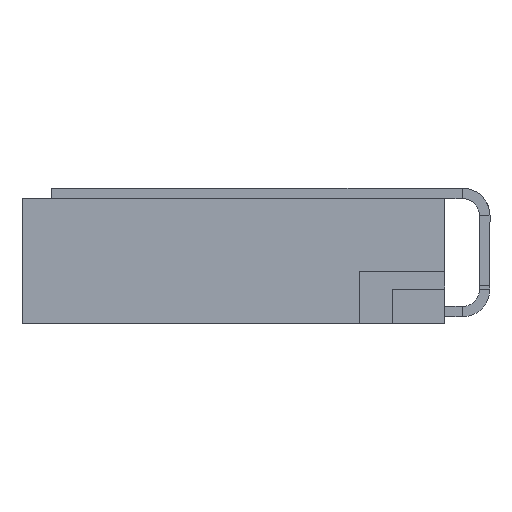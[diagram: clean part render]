
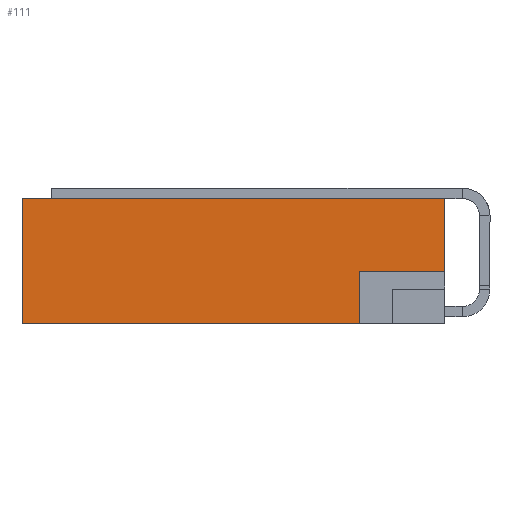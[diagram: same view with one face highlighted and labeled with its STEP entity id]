
A CAD part, left-side view. The second image highlights one B-rep face of the part: STEP entity #111.
In plain terms, the highlighted planar face has unit normal (-1, 0, 0).
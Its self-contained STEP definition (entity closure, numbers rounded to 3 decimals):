
#111=ADVANCED_FACE('',(#3598),#3600,.F.);
#3598=FACE_BOUND('',#3599,.T.);
#3599=EDGE_LOOP('',(#9097,#9098,#9099,#9100,#9101,#9102));
#3600=PLANE('',#3601);
#3601=AXIS2_PLACEMENT_3D('',#3602,#3603,#3604);
#3602=CARTESIAN_POINT('',(-5.,6.075,1.8));
#3603=DIRECTION('',(1.,-0.,0.));
#3604=DIRECTION('',(0.,0.,-1.));
#9097=ORIENTED_EDGE('',*,*,#11176,.F.);
#9098=ORIENTED_EDGE('',*,*,#11177,.F.);
#9099=ORIENTED_EDGE('',*,*,#11178,.F.);
#9100=ORIENTED_EDGE('',*,*,#11179,.F.);
#9101=ORIENTED_EDGE('',*,*,#11180,.T.);
#9102=ORIENTED_EDGE('',*,*,#11181,.F.);
#11176=EDGE_CURVE('',#12253,#12254,#12255,.T.);
#11177=EDGE_CURVE('',#12256,#12253,#12257,.T.);
#11178=EDGE_CURVE('',#12258,#12256,#12259,.T.);
#11179=EDGE_CURVE('',#12260,#12258,#12261,.T.);
#11180=EDGE_CURVE('',#12260,#12262,#12263,.T.);
#11181=EDGE_CURVE('',#12254,#12262,#12264,.T.);
#12253=VERTEX_POINT('',#14047);
#12254=VERTEX_POINT('',#14048);
#12255=LINE('',#14049,#14050);
#12256=VERTEX_POINT('',#14052);
#12257=LINE('',#14053,#14054);
#12258=VERTEX_POINT('',#14056);
#12259=LINE('',#14057,#14058);
#12260=VERTEX_POINT('',#14060);
#12261=LINE('',#14061,#14062);
#12262=VERTEX_POINT('',#14064);
#12263=LINE('',#14065,#14066);
#12264=LINE('',#14068,#14069);
#14047=CARTESIAN_POINT('',(-5.,-6.075,-0.3));
#14048=CARTESIAN_POINT('',(-5.,-3.625,-0.3));
#14049=CARTESIAN_POINT('',(-5.,-6.075,-0.3));
#14050=VECTOR('',#14051,1.);
#14051=DIRECTION('',(0.,1.,0.));
#14052=CARTESIAN_POINT('',(-5.,-6.075,1.8));
#14053=CARTESIAN_POINT('',(-5.,-6.075,1.8));
#14054=VECTOR('',#14055,1.);
#14055=DIRECTION('',(0.,0.,-1.));
#14056=CARTESIAN_POINT('',(-5.,6.075,1.8));
#14057=CARTESIAN_POINT('',(-5.,6.075,1.8));
#14058=VECTOR('',#14059,1.);
#14059=DIRECTION('',(0.,-1.,0.));
#14060=CARTESIAN_POINT('',(-5.,6.075,-1.8));
#14061=CARTESIAN_POINT('',(-5.,6.075,-1.8));
#14062=VECTOR('',#14063,1.);
#14063=DIRECTION('',(0.,0.,1.));
#14064=CARTESIAN_POINT('',(-5.,-3.625,-1.8));
#14065=CARTESIAN_POINT('',(-5.,6.075,-1.8));
#14066=VECTOR('',#14067,1.);
#14067=DIRECTION('',(0.,-1.,0.));
#14068=CARTESIAN_POINT('',(-5.,-3.625,-0.3));
#14069=VECTOR('',#14070,1.);
#14070=DIRECTION('',(0.,0.,-1.));
